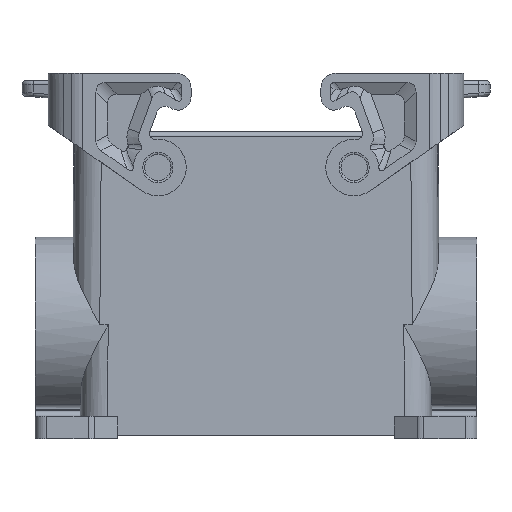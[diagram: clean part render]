
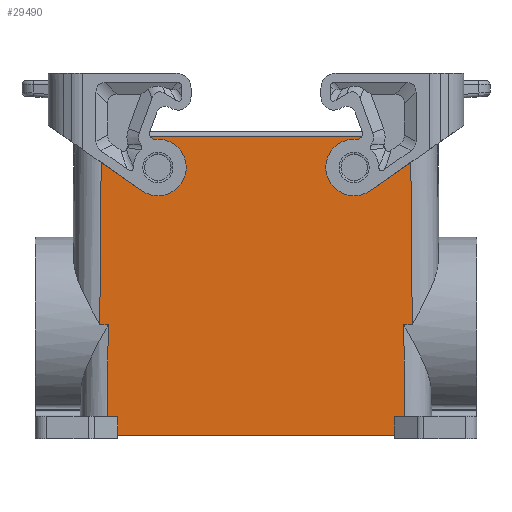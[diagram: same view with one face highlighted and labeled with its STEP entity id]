
A CAD part, front view. The second image highlights one B-rep face of the part: STEP entity #29490.
In plain terms, the highlighted face is planar.
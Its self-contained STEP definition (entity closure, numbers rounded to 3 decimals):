
#3160=CARTESIAN_POINT('',(-77.304,-26.195,
23.435));
#3170=DIRECTION('',(-1.,0.,0.));
#3180=VECTOR('',#3170,1.);
#3190=LINE('',#3160,#3180);
#3200=CARTESIAN_POINT('',(-65.412,-26.195,
23.435));
#3210=VERTEX_POINT('',#3200);
#3220=CARTESIAN_POINT('',(-67.643,-26.195,
23.435));
#3230=VERTEX_POINT('',#3220);
#3240=EDGE_CURVE('',#3210,#3230,#3190,.T.);
#10940=CARTESIAN_POINT('',(12.919,-26.195,
23.435));
#10950=VERTEX_POINT('',#10940);
#10980=CARTESIAN_POINT('',(11.571,-26.195,
23.435));
#10990=DIRECTION('',(1.,0.,0.));
#11000=VECTOR('',#10990,1.);
#11010=LINE('',#10980,#11000);
#11020=CARTESIAN_POINT('',(15.15,-26.195,
23.435));
#11030=VERTEX_POINT('',#11020);
#11040=EDGE_CURVE('',#10950,#11030,#11010,.T.);
#28180=CARTESIAN_POINT('',(-74.247,1.601,
23.192));
#28190=DIRECTION('',(0.,0.009,
1.));
#28200=DIRECTION('',(1.,0.,0.));
#28210=AXIS2_PLACEMENT_3D('',#28180,#28190,#28200);
#28220=PLANE('',#28210);
#28230=CARTESIAN_POINT('',(-0.247,15.5,
23.071));
#28240=DIRECTION('',(0.,0.009,
1.));
#28250=DIRECTION('',(0.,1.,
-0.009));
#28260=AXIS2_PLACEMENT_3D('',#28230,#28240,#28250);
#28270=ELLIPSE('',#28260,3.5,3.5);
#28280=CARTESIAN_POINT('',(-3.747,15.5,
23.071));
#28290=VERTEX_POINT('',#28280);
#28300=CARTESIAN_POINT('',(3.253,15.5,
23.071));
#28310=VERTEX_POINT('',#28300);
#28320=EDGE_CURVE('',#28290,#28310,#28270,.T.);
#28330=ORIENTED_EDGE('',*,*,#28320,.F.);
#28340=EDGE_CURVE('',#28310,#28290,#28270,.T.);
#28350=ORIENTED_EDGE('',*,*,#28340,.F.);
#28360=EDGE_LOOP('',(#28350,#28330));
#28370=FACE_BOUND('',#28360,.T.);
#28380=CARTESIAN_POINT('',(-52.247,15.5,
23.071));
#28390=DIRECTION('',(0.,0.009,
1.));
#28400=DIRECTION('',(0.,1.,
-0.009));
#28410=AXIS2_PLACEMENT_3D('',#28380,#28390,#28400);
#28420=ELLIPSE('',#28410,3.5,3.5);
#28430=CARTESIAN_POINT('',(-48.747,15.5,
23.071));
#28440=VERTEX_POINT('',#28430);
#28450=CARTESIAN_POINT('',(-55.747,15.5,
23.071));
#28460=VERTEX_POINT('',#28450);
#28470=EDGE_CURVE('',#28440,#28460,#28420,.T.);
#28480=ORIENTED_EDGE('',*,*,#28470,.F.);
#28490=EDGE_CURVE('',#28460,#28440,#28420,.T.);
#28500=ORIENTED_EDGE('',*,*,#28490,.F.);
#28510=EDGE_LOOP('',(#28500,#28480));
#28520=FACE_BOUND('',#28510,.T.);
#28530=CARTESIAN_POINT('',(10.353,0.,23.206));
#28540=DIRECTION('',(0.,1.,
-0.009));
#28550=VECTOR('',#28540,1.);
#28560=LINE('',#28530,#28550);
#28570=CARTESIAN_POINT('',(10.353,-53.01,
23.669));
#28580=VERTEX_POINT('',#28570);
#28590=CARTESIAN_POINT('',(10.353,-50.4,23.646));
#28600=VERTEX_POINT('',#28590);
#28610=EDGE_CURVE('',#28580,#28600,#28560,.T.);
#28620=ORIENTED_EDGE('',*,*,#28610,.T.);
#28630=CARTESIAN_POINT('',(9.693,0.,23.206));
#28640=DIRECTION('',(-0.012,1.,
-0.009));
#28650=VECTOR('',#28640,1.);
#28660=LINE('',#28630,#28650);
#28670=CARTESIAN_POINT('',(10.383,-55.4,23.689)
);
#28680=VERTEX_POINT('',#28670);
#28690=EDGE_CURVE('',#28680,#28580,#28660,.T.);
#28700=ORIENTED_EDGE('',*,*,#28690,.T.);
#28710=CARTESIAN_POINT('',(0.,-55.4,23.689));
#28720=DIRECTION('',(-1.,0.,0.));
#28730=VECTOR('',#28720,1.);
#28740=LINE('',#28710,#28730);
#28750=CARTESIAN_POINT('',(-62.876,-55.4,23.689
));
#28760=VERTEX_POINT('',#28750);
#28770=EDGE_CURVE('',#28680,#28760,#28740,.T.);
#28780=ORIENTED_EDGE('',*,*,#28770,.F.);
#28790=CARTESIAN_POINT('',(-62.186,0.,23.206));
#28800=DIRECTION('',(0.012,1.,
-0.009));
#28810=VECTOR('',#28800,1.);
#28820=LINE('',#28790,#28810);
#28830=CARTESIAN_POINT('',(-62.847,-53.01,
23.669));
#28840=VERTEX_POINT('',#28830);
#28850=EDGE_CURVE('',#28760,#28840,#28820,.T.);
#28860=ORIENTED_EDGE('',*,*,#28850,.F.);
#28870=CARTESIAN_POINT('',(-62.847,0.,23.206));
#28880=DIRECTION('',(0.,1.,
-0.009));
#28890=VECTOR('',#28880,1.);
#28900=LINE('',#28870,#28890);
#28910=CARTESIAN_POINT('',(-62.847,-50.4,23.646)
);
#28920=VERTEX_POINT('',#28910);
#28930=EDGE_CURVE('',#28840,#28920,#28900,.T.);
#28940=ORIENTED_EDGE('',*,*,#28930,.F.);
#28950=CARTESIAN_POINT('',(0.,-50.4,23.646));
#28960=DIRECTION('',(1.,0.,0.));
#28970=VECTOR('',#28960,1.);
#28980=LINE('',#28950,#28970);
#28990=CARTESIAN_POINT('',(-65.617,-50.4,23.646
));
#29000=VERTEX_POINT('',#28990);
#29010=EDGE_CURVE('',#29000,#28920,#28980,.T.);
#29020=ORIENTED_EDGE('',*,*,#29010,.T.);
#29030=CARTESIAN_POINT('',(-65.188,0.061,
23.205));
#29040=DIRECTION('',(-0.009,-1.,
0.009));
#29050=VECTOR('',#29040,1.);
#29060=LINE('',#29030,#29050);
#29070=EDGE_CURVE('',#3210,#29000,#29060,.T.);
#29080=ORIENTED_EDGE('',*,*,#29070,.T.);
#29090=ORIENTED_EDGE('',*,*,#3240,.F.);
#29100=CARTESIAN_POINT('',(-67.418,0.061,
23.205));
#29110=DIRECTION('',(0.009,1.,
-0.009));
#29120=VECTOR('',#29110,1.);
#29130=LINE('',#29100,#29120);
#29140=CARTESIAN_POINT('',(-67.216,23.6,23.));
#29150=VERTEX_POINT('',#29140);
#29160=EDGE_CURVE('',#3230,#29150,#29130,.T.);
#29170=ORIENTED_EDGE('',*,*,#29160,.F.);
#29180=CARTESIAN_POINT('',(0.,23.6,23.));
#29190=DIRECTION('',(1.,0.,0.));
#29200=VECTOR('',#29190,1.);
#29210=LINE('',#29180,#29200);
#29220=CARTESIAN_POINT('',(14.723,23.6,23.))
;
#29230=VERTEX_POINT('',#29220);
#29240=EDGE_CURVE('',#29150,#29230,#29210,.T.);
#29250=ORIENTED_EDGE('',*,*,#29240,.F.);
#29260=CARTESIAN_POINT('',(14.925,0.061,
23.205));
#29270=DIRECTION('',(-0.009,1.,
-0.009));
#29280=VECTOR('',#29270,1.);
#29290=LINE('',#29260,#29280);
#29300=EDGE_CURVE('',#11030,#29230,#29290,.T.);
#29310=ORIENTED_EDGE('',*,*,#29300,.T.);
#29320=ORIENTED_EDGE('',*,*,#11040,.T.);
#29330=CARTESIAN_POINT('',(12.695,0.061,
23.205));
#29340=DIRECTION('',(-0.009,1.,
-0.009));
#29350=VECTOR('',#29340,1.);
#29360=LINE('',#29330,#29350);
#29370=CARTESIAN_POINT('',(13.124,-50.4,23.646))
;
#29380=VERTEX_POINT('',#29370);
#29390=EDGE_CURVE('',#29380,#10950,#29360,.T.);
#29400=ORIENTED_EDGE('',*,*,#29390,.T.);
#29410=CARTESIAN_POINT('',(0.,-50.4,23.646));
#29420=DIRECTION('',(1.,0.,0.));
#29430=VECTOR('',#29420,1.);
#29440=LINE('',#29410,#29430);
#29450=EDGE_CURVE('',#28600,#29380,#29440,.T.);
#29460=ORIENTED_EDGE('',*,*,#29450,.T.);
#29470=EDGE_LOOP('',(#29460,#29400,#29320,#29310,#29250,#29170,#29090,
#29080,#29020,#28940,#28860,#28780,#28700,#28620));
#29480=FACE_OUTER_BOUND('',#29470,.T.);
#29490=ADVANCED_FACE('',(#28370,#28520,#29480),#28220,.T.);
